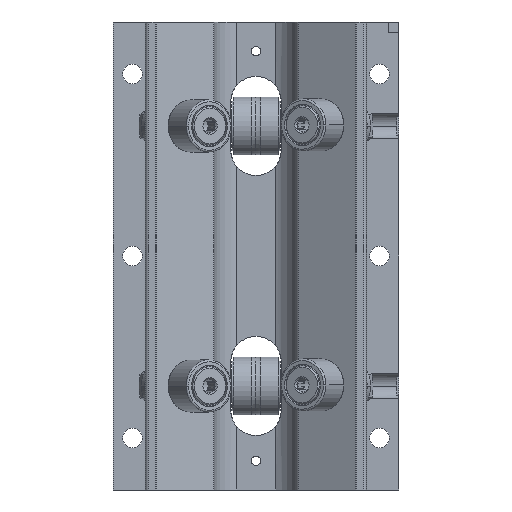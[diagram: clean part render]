
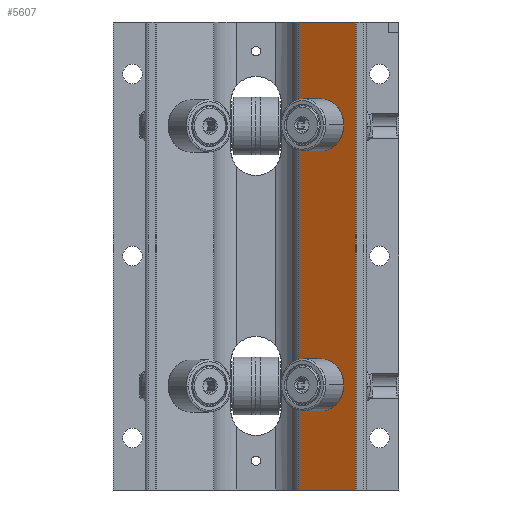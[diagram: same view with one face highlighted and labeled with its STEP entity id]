
A CAD part, front view. The second image highlights one B-rep face of the part: STEP entity #5607.
In plain terms, the highlighted planar face has unit normal (-0.5, -0.866, 0).
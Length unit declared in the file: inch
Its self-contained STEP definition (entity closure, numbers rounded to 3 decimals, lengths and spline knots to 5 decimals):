
#13 = CARTESIAN_POINT ( 'NONE',  ( 0.95385, -0.29898, 2.25 ) ) ;
#187 = EDGE_LOOP ( 'NONE', ( #971, #7293 ) ) ;
#939 = VERTEX_POINT ( 'NONE', #3983 ) ;
#949 = CIRCLE ( 'NONE', #7734, 0.12625 ) ;
#971 = ORIENTED_EDGE ( 'NONE', *, *, #7384, .T. ) ;
#1244 = EDGE_CURVE ( 'NONE', #4687, #7904, #6632, .T. ) ;
#1356 = VERTEX_POINT ( 'NONE', #7670 ) ;
#2257 = VERTEX_POINT ( 'NONE', #17329 ) ;
#2483 = ORIENTED_EDGE ( 'NONE', *, *, #6270, .T. ) ;
#3187 = DIRECTION ( 'NONE',  ( -0.5, -0.866, 0. ) ) ;
#3566 = VERTEX_POINT ( 'NONE', #15277 ) ;
#3983 = CARTESIAN_POINT ( 'NONE',  ( 0.7596, -0.18683, 1.25 ) ) ;
#4034 = ORIENTED_EDGE ( 'NONE', *, *, #5444, .T. ) ;
#4162 = LINE ( 'NONE', #13, #17217 ) ;
#4309 = CARTESIAN_POINT ( 'NONE',  ( 0.95385, -0.29898, -2.25 ) ) ;
#4687 = VERTEX_POINT ( 'NONE', #5507 ) ;
#4903 = ORIENTED_EDGE ( 'NONE', *, *, #1244, .T. ) ;
#5444 = EDGE_CURVE ( 'NONE', #11156, #3566, #11124, .T. ) ;
#5462 = EDGE_CURVE ( 'NONE', #1356, #939, #8991, .T. ) ;
#5507 = CARTESIAN_POINT ( 'NONE',  ( 0.54093, -0.06058, -1.25 ) ) ;
#5607 = ADVANCED_FACE ( 'NONE', ( #5693, #11312, #17234 ), #7271, .T. ) ;
#5693 = FACE_BOUND ( 'NONE', #6611, .T. ) ;
#6270 = EDGE_CURVE ( 'NONE', #12704, #11156, #13474, .T. ) ;
#6582 = DIRECTION ( 'NONE',  ( 0.5, 0.866, 0. ) ) ;
#6611 = EDGE_LOOP ( 'NONE', ( #17943, #4903 ) ) ;
#6632 = CIRCLE ( 'NONE', #7236, 0.12625 ) ;
#6643 = AXIS2_PLACEMENT_3D ( 'NONE', #6905, #17967, #12511 ) ;
#6905 = CARTESIAN_POINT ( 'NONE',  ( 0.65027, -0.12371, 1.25 ) ) ;
#7157 = CIRCLE ( 'NONE', #13623, 0.12625 ) ;
#7236 = AXIS2_PLACEMENT_3D ( 'NONE', #7239, #15890, #11541 ) ;
#7239 = CARTESIAN_POINT ( 'NONE',  ( 0.65027, -0.12371, -1.25 ) ) ;
#7271 = PLANE ( 'NONE',  #12217 ) ;
#7293 = ORIENTED_EDGE ( 'NONE', *, *, #5462, .T. ) ;
#7384 = EDGE_CURVE ( 'NONE', #939, #1356, #7157, .T. ) ;
#7629 = EDGE_CURVE ( 'NONE', #7904, #4687, #949, .T. ) ;
#7670 = CARTESIAN_POINT ( 'NONE',  ( 0.54093, -0.06058, 1.25 ) ) ;
#7734 = AXIS2_PLACEMENT_3D ( 'NONE', #18188, #11065, #18276 ) ;
#7904 = VERTEX_POINT ( 'NONE', #16044 ) ;
#7916 = ORIENTED_EDGE ( 'NONE', *, *, #18001, .F. ) ;
#7971 = EDGE_LOOP ( 'NONE', ( #7916, #15363, #2483, #4034 ) ) ;
#8221 = LINE ( 'NONE', #9603, #14159 ) ;
#8991 = CIRCLE ( 'NONE', #6643, 0.12625 ) ;
#9228 = DIRECTION ( 'NONE',  ( 0., 0., 1. ) ) ;
#9597 = VECTOR ( 'NONE', #13665, 39.37008 ) ;
#9603 = CARTESIAN_POINT ( 'NONE',  ( 0.40562, 0.01754, -2.25 ) ) ;
#9834 = EDGE_CURVE ( 'NONE', #12704, #2257, #8221, .T. ) ;
#11065 = DIRECTION ( 'NONE',  ( 0.5, 0.866, 0. ) ) ;
#11083 = DIRECTION ( 'NONE',  ( 0.866, -0.5, 0. ) ) ;
#11124 = LINE ( 'NONE', #17880, #17253 ) ;
#11156 = VERTEX_POINT ( 'NONE', #16053 ) ;
#11312 = FACE_BOUND ( 'NONE', #187, .T. ) ;
#11541 = DIRECTION ( 'NONE',  ( 0.866, -0.5, 0. ) ) ;
#12089 = CARTESIAN_POINT ( 'NONE',  ( 0.95385, -0.29898, -2.25 ) ) ;
#12217 = AXIS2_PLACEMENT_3D ( 'NONE', #4309, #3187, #18248 ) ;
#12467 = CARTESIAN_POINT ( 'NONE',  ( 0.65027, -0.12371, 1.25 ) ) ;
#12511 = DIRECTION ( 'NONE',  ( 0.866, -0.5, 0. ) ) ;
#12704 = VERTEX_POINT ( 'NONE', #16933 ) ;
#13474 = LINE ( 'NONE', #12089, #9597 ) ;
#13623 = AXIS2_PLACEMENT_3D ( 'NONE', #12467, #6582, #11083 ) ;
#13665 = DIRECTION ( 'NONE',  ( 0.866, -0.5, 0. ) ) ;
#14048 = DIRECTION ( 'NONE',  ( 0.866, -0.5, 0. ) ) ;
#14159 = VECTOR ( 'NONE', #9228, 39.37008 ) ;
#15277 = CARTESIAN_POINT ( 'NONE',  ( 0.95385, -0.29898, 2.25 ) ) ;
#15363 = ORIENTED_EDGE ( 'NONE', *, *, #9834, .F. ) ;
#15890 = DIRECTION ( 'NONE',  ( 0.5, 0.866, 0. ) ) ;
#16044 = CARTESIAN_POINT ( 'NONE',  ( 0.7596, -0.18683, -1.25 ) ) ;
#16053 = CARTESIAN_POINT ( 'NONE',  ( 0.95385, -0.29898, -2.25 ) ) ;
#16680 = DIRECTION ( 'NONE',  ( 0., 0., 1. ) ) ;
#16933 = CARTESIAN_POINT ( 'NONE',  ( 0.40562, 0.01754, -2.25 ) ) ;
#17217 = VECTOR ( 'NONE', #14048, 39.37008 ) ;
#17234 = FACE_OUTER_BOUND ( 'NONE', #7971, .T. ) ;
#17253 = VECTOR ( 'NONE', #16680, 39.37008 ) ;
#17329 = CARTESIAN_POINT ( 'NONE',  ( 0.40562, 0.01754, 2.25 ) ) ;
#17880 = CARTESIAN_POINT ( 'NONE',  ( 0.95385, -0.29898, -2.25 ) ) ;
#17943 = ORIENTED_EDGE ( 'NONE', *, *, #7629, .T. ) ;
#17967 = DIRECTION ( 'NONE',  ( 0.5, 0.866, 0. ) ) ;
#18001 = EDGE_CURVE ( 'NONE', #2257, #3566, #4162, .T. ) ;
#18188 = CARTESIAN_POINT ( 'NONE',  ( 0.65027, -0.12371, -1.25 ) ) ;
#18248 = DIRECTION ( 'NONE',  ( 0.866, -0.5, 0. ) ) ;
#18276 = DIRECTION ( 'NONE',  ( 0.866, -0.5, 0. ) ) ;
